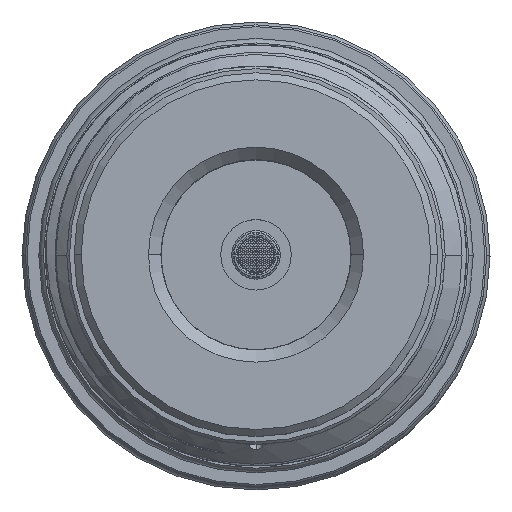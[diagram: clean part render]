
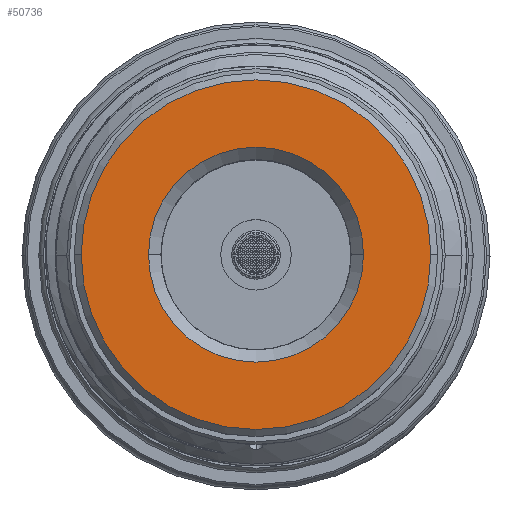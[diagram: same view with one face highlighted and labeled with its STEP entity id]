
A CAD part, top view. The second image highlights one B-rep face of the part: STEP entity #50736.
In plain terms, the highlighted planar face has unit normal (0, 0, 1).
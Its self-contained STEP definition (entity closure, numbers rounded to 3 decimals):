
#687 = DIRECTION ( 'NONE',  ( -1., 0., 0. ) ) ;
#2030 = DIRECTION ( 'NONE',  ( -1., 0., 0. ) ) ;
#2422 = ORIENTED_EDGE ( 'NONE', *, *, #5873, .F. ) ;
#2602 = CIRCLE ( 'NONE', #14547, 12.2 ) ;
#2711 = EDGE_LOOP ( 'NONE', ( #20447, #2422 ) ) ;
#3208 = CIRCLE ( 'NONE', #40225, 19.84 ) ;
#4082 = DIRECTION ( 'NONE',  ( -1., 0., 0. ) ) ;
#4305 = CARTESIAN_POINT ( 'NONE',  ( 12.2, 0., 85.713 ) ) ;
#5873 = EDGE_CURVE ( 'NONE', #13366, #12170, #55309, .T. ) ;
#7864 = ORIENTED_EDGE ( 'NONE', *, *, #55413, .F. ) ;
#9239 = DIRECTION ( 'NONE',  ( 0., 0., -1. ) ) ;
#10254 = DIRECTION ( 'NONE',  ( 1., 0., 0. ) ) ;
#10768 = CIRCLE ( 'NONE', #18246, 19.84 ) ;
#11192 = CARTESIAN_POINT ( 'NONE',  ( -12.2, 0., 85.713 ) ) ;
#12170 = VERTEX_POINT ( 'NONE', #4305 ) ;
#13366 = VERTEX_POINT ( 'NONE', #11192 ) ;
#14547 = AXIS2_PLACEMENT_3D ( 'NONE', #27493, #44888, #17997 ) ;
#16873 = AXIS2_PLACEMENT_3D ( 'NONE', #22482, #17521, #10254 ) ;
#17073 = CARTESIAN_POINT ( 'NONE',  ( 0., 0., 85.713 ) ) ;
#17521 = DIRECTION ( 'NONE',  ( 0., 0., 1. ) ) ;
#17997 = DIRECTION ( 'NONE',  ( 1., 0., 0. ) ) ;
#18246 = AXIS2_PLACEMENT_3D ( 'NONE', #23534, #45681, #2030 ) ;
#18776 = ORIENTED_EDGE ( 'NONE', *, *, #30983, .F. ) ;
#19684 = AXIS2_PLACEMENT_3D ( 'NONE', #30507, #48079, #4082 ) ;
#20447 = ORIENTED_EDGE ( 'NONE', *, *, #29057, .F. ) ;
#22482 = CARTESIAN_POINT ( 'NONE',  ( 0., 0., 85.713 ) ) ;
#23534 = CARTESIAN_POINT ( 'NONE',  ( 0., 0., 85.713 ) ) ;
#26610 = VERTEX_POINT ( 'NONE', #28730 ) ;
#27493 = CARTESIAN_POINT ( 'NONE',  ( 0., 0., 85.713 ) ) ;
#28730 = CARTESIAN_POINT ( 'NONE',  ( 19.84, 0., 85.713 ) ) ;
#29057 = EDGE_CURVE ( 'NONE', #12170, #13366, #2602, .T. ) ;
#30507 = CARTESIAN_POINT ( 'NONE',  ( 0., 0., 85.713 ) ) ;
#30983 = EDGE_CURVE ( 'NONE', #38764, #26610, #3208, .T. ) ;
#31421 = FACE_BOUND ( 'NONE', #2711, .T. ) ;
#38764 = VERTEX_POINT ( 'NONE', #41190 ) ;
#38936 = PLANE ( 'NONE',  #19684 ) ;
#40225 = AXIS2_PLACEMENT_3D ( 'NONE', #17073, #9239, #687 ) ;
#41190 = CARTESIAN_POINT ( 'NONE',  ( -19.84, 0., 85.713 ) ) ;
#43084 = FACE_OUTER_BOUND ( 'NONE', #43351, .T. ) ;
#43351 = EDGE_LOOP ( 'NONE', ( #18776, #7864 ) ) ;
#44888 = DIRECTION ( 'NONE',  ( 0., 0., 1. ) ) ;
#45681 = DIRECTION ( 'NONE',  ( 0., 0., -1. ) ) ;
#48079 = DIRECTION ( 'NONE',  ( 0., 0., -1. ) ) ;
#50736 = ADVANCED_FACE ( 'NONE', ( #43084, #31421 ), #38936, .F. ) ;
#55309 = CIRCLE ( 'NONE', #16873, 12.2 ) ;
#55413 = EDGE_CURVE ( 'NONE', #26610, #38764, #10768, .T. ) ;
